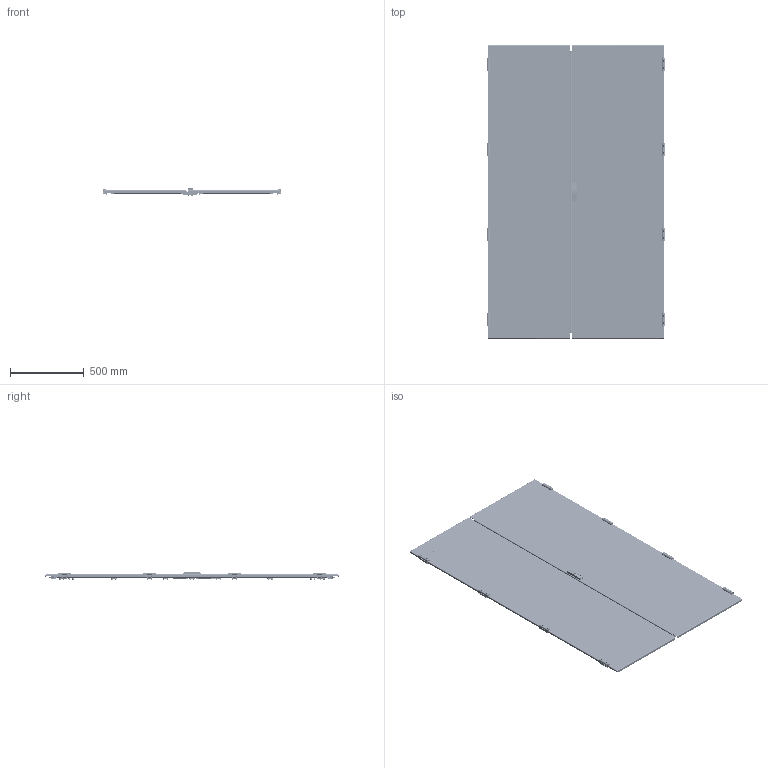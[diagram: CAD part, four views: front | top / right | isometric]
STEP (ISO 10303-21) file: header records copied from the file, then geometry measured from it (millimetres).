
FILE_DESCRIPTION (( 'STEP AP203' ), '1' );
FILE_NAME ('UR88307201201 Äâåðü ãëóõàÿ äâóõñòâîð÷àòàÿ RS52 200.120 ÍÏ ÍÇÌ (000.801.688-02).STEP', '2022-04-11T11:59:43', ( '' ), ( '' ), 'SwSTEP 2.0', 'SolidWorks 2017', '' );
FILE_SCHEMA (( 'CONFIG_CONTROL_DESIGN' ));
Length unit declared in the file: millimetre
Products named in the file (61): 025-244 Ïëàíêà çàïîðíàÿ LC3_03 (200.00); 000.800.087 Ïëàíêà çàïîðíàÿ LC3_03 (200.00); 000.210.653 Îñíîâàíèå äâåðè ëåâîé RS52 200.00 ÍÏ ÍÌÇ_200.120; 000.203.350 Äâåðü ëåâàÿ RS52 200.00 ÍÏ ÍÌÇ_200.120; 064-14 ﾘ琺矜; 024-453 砑僔蠂縺; Âèíò ISO 10642 TX_Œ5å10; MS896 Çàìîê-íàêëàäêà îñíîâíàÿ äëÿ LC_‡ ªàëâ®; 000.800.124 Ìåõàíèçì çàïîðíûé äâóõñòâîð÷àòîé äâåðè RS52_00 (200); 000.203.351 Äâåðü ïðàâàÿ RS52 200.00 ÍÏ ÍÌÇ_200.120; 012-2137 Ïàíåëü äâåðè ëåâîé RS52 200.00 ÍÏ ÍÌÇ_200.120; 028-98 Ñêîáà; Óïëîòíèòåëü òèï Å äâåðè ëåâîé RS52; Óïëîòíèòåëü PS-019 (16x5) óïîðà äâåðè RS52; 050-61 鎗鵻罻; Øïèëüêà ðåçüáîâàÿ Ì6_Œ6å12; 蹴濋趌5915_M5; 029-456 Ñîåäèíèòåëü óãëîâîé ðàìêè äâåðè RS52 ÃË; Âèíò DIN 7500 C TORX_Œ5å16; 054-265 砐櫇謥玁縺 襠_01; 037-54 Âíåøíÿÿ ÷àñòü ïåòëè íàðóæíîé; 016-95 Øòûðü ïåòëè íàðóæíîé LC3; Âèíò ISO 10642 TX_Œ5å16; 054-264 栺鍣罻 襠_04; Âèíò DIN 7500 C TORX_Œ5å12; 028-142 ﾒ聰_00; Âèíò DIN 7984 TORX_Œ5å10; 000.210.654 Îñíîâàíèå äâåðè ïðàâîé RS52 200.00 ÍÏ ÍÌÇ_200.120; Øàéáà 6402 Ò_Œ6; 012-2138 Ïàíåëü äâåðè ïðàâîé RS52 200.00 ÍÏ ÍÌÇ_200.120; Øïèëüêà ðåçüáîâàÿ ñ î÷èñòêîé îò êðàñêè_Œ6å12; 嵑殧趌11371_5; 040-172 Ïëàíêà çàïîðíàÿ_00; 028-132 Òÿãà ïëîñêàÿ_01 (­¨¦­ïï); 000.231.065 Ðàìà óñèëèâàþùàÿ RS52_18 (200.60); Ãàéêà øåñòèãðàííàÿ âûñîêàÿ ñàìîñòîïîðÿùàÿñÿ ñ ôëàíöåì ÃÎÑÒ ISO 7043_Œ6; 000.800.075 Ïåòëÿ íàðóæíàÿ LC3_‡ ªàëâ®; Óïëîòíèòåëü ÏÏÓ äëÿ äâåðè ïðàâîé LC3_14 (200å60); 048-07 Ïðóæèíà ïåòëè íàðóæíîé çàæèìíàÿ; 000.169.195 Óïîð äâåðè ...
Assembly tree (279 placements, depth 5):
  UR88307201201 Äâåðü ãëóõàÿ äâóõñòâîð÷àòàÿ RS52 200.120 ÍÏ ÍÇÌ (000.801.688-02)
    000.169.195 Óïîð äâåðè  x2
      000.169.194 Óïîð äâåðè
        024-453 砑僔蠂縺
        040-228 Ñêîáà
      Óïëîòíèòåëü PS-019 (16x5) óïîðà äâåðè RS52
    Âèíò DIN 7500 C TORX_Œ5å12  x4
    Âèíò ISO 10642 TX_Œ5å16  x16
    000.800.075 Ïåòëÿ íàðóæíàÿ LC3_‡ ªàëâ®  x8
      037-53 Âíóòðåííÿÿ ÷àñòü ïåòëè íàðóæíîé
      037-54 Âíåøíÿÿ ÷àñòü ïåòëè íàðóæíîé
      048-07 Ïðóæèíà ïåòëè íàðóæíîé çàæèìíàÿ
      016-95 Øòûðü ïåòëè íàðóæíîé LC3
    Âèíò DIN 7984 TORX_Œ5å10  x16
    000.203.350 Äâåðü ëåâàÿ RS52 200.00 ÍÏ ÍÌÇ_200.120
      000.210.653 Îñíîâàíèå äâåðè ëåâîé RS52 200.00 ÍÏ ÍÌÇ_200.120
        012-2137 Ïàíåëü äâåðè ëåâîé RS52 200.00 ÍÏ ÍÌÇ_200.120
        Øïèëüêà ðåçüáîâàÿ Ì6_Œ5å12  x24
        Øïèëüêà çàçåìëåíèÿ CKF CS_Œ6å16  x2
      000.231.065 Ðàìà óñèëèâàþùàÿ RS52_18 (200.60)
        Âèíò DIN 7500 C TORX_Œ5å16  x8
        054-265 砐櫇謥玁縺 襠_01  x2
        054-264 栺鍣罻 襠_04  x2
        029-456 Ñîåäèíèòåëü óãëîâîé ðàìêè äâåðè RS52 ÃË  x4
      Ãàéêà Ýðèêñîíà Ì5 ñ ïëîñêîé ãîëîâêîé  x10
      Óïëîòíèòåëü ÏÏÓ äëÿ äâåðè ëåâîé LC3_14 (200å60)
      028-135 Ñêîáà  x4
      Çàêëåïêà ðåçüáîâàÿ óìåíüøåííûé áîðòèê øåñòèãðàííàÿ_Œ5å14  x8
      Âèíò ISO 10642 TX_Œ5å16  x8
      Óïëîòíèòåëü òèï Å äâåðè ëåâîé RS52  x2
      000.169.189 Êðîíøòåéí â ñáîðå  x6
        026-877 赶鎀鍧
        Øïèëüêà ðåçüáîâàÿ ñ î÷èñòêîé îò êðàñêè_Œ6å12
      Ãàéêà øåñòèãðàííàÿ âûñîêàÿ ñàìîñòîïîðÿùàÿñÿ ñ ôëàíöåì ÃÎÑÒ ISO 7043_Œ6  x6
      蹴濋趌5915_M5  x14
      嵑殧趌11371_5  x15
      嵑殧趌6402_5  x14
      Øàéáà 6402 Ò_Œ6  x6
      050-61 鎗鵻罻  x6
      000.800.124 Ìåõàíèçì çàïîðíûé äâóõñòâîð÷àòîé äâåðè RS52_00 (200)
        028-142 ﾒ聰_00  x2
        000.800.123 Ìåõàíèçì çàïîðíûé RS52_‡ ªàëâ®
          028-132 Òÿãà ïëîñêàÿ_00 (¢¥àå­ïï)
          028-132 Òÿãà ïëîñêàÿ_01 (­¨¦­ïï)
          064-14 ﾘ琺矜  x3
          Çàêëåïêà òÿãîâàÿ ãëóõàÿ_4,8å12_6¬¬  x3
          026-790 Óãîëîê çàïîðíîãî ìåõàíèçìà
          028-149 Ðû÷àã íîâûé
        Çàêëåïêà òÿãîâàÿ ãëóõàÿ_4,8å10_5¬¬  x2
        嵑殧趌11371_5  x2
    000.203.351 Äâåðü ïðàâàÿ RS52 200.00 ÍÏ ÍÌÇ_200.120
      000.210.654 Îñíîâàíèå äâåðè ïðàâîé RS52 200.00 ÍÏ ÍÌÇ_200.120
        012-2138 Ïàíåëü äâåðè ïðàâîé RS52 200.00 ÍÏ ÍÌÇ_200.120
        Øïèëüêà ðåçüáîâàÿ Ì6_Œ5å12  x10
        Øïèëüêà çàçåìëåíèÿ CKF CS_Œ6å16  x2
        Øïèëüêà ðåçüáîâàÿ Ì6_Œ6å12  x6
      MS896 Çàìîê-íàêëàäêà îñíîâíàÿ äëÿ LC_‡ ªàëâ®
      Âèíò ISO 10642 TX_Œ5å10  x2
      040-172 Ïëàíêà çàïîðíàÿ_00
      000.800.086 Ïëàíêà çàïîðíàÿ LC3_03 (200.00)
Bounding box: 1205 x 1984 x 55 mm (x, y, z)
Volume: 7078246.4 mm3; surface area: 7116978.2 mm2
Topology: 334 solids, 338 shells, 11358 faces, 28583 edges, 17881 vertices
Faces by surface type: cylinder 4844, plane 4396, cone 1064, torus 596, bspline 408, sphere 50
Entity records: 93792 total; most frequent: CARTESIAN_POINT 19904, DIRECTION 13677, ORIENTED_EDGE 12180, EDGE_CURVE 6093, AXIS2_PLACEMENT_3D 5207, VERTEX_POINT 3796, VECTOR 3263, LINE 3263
